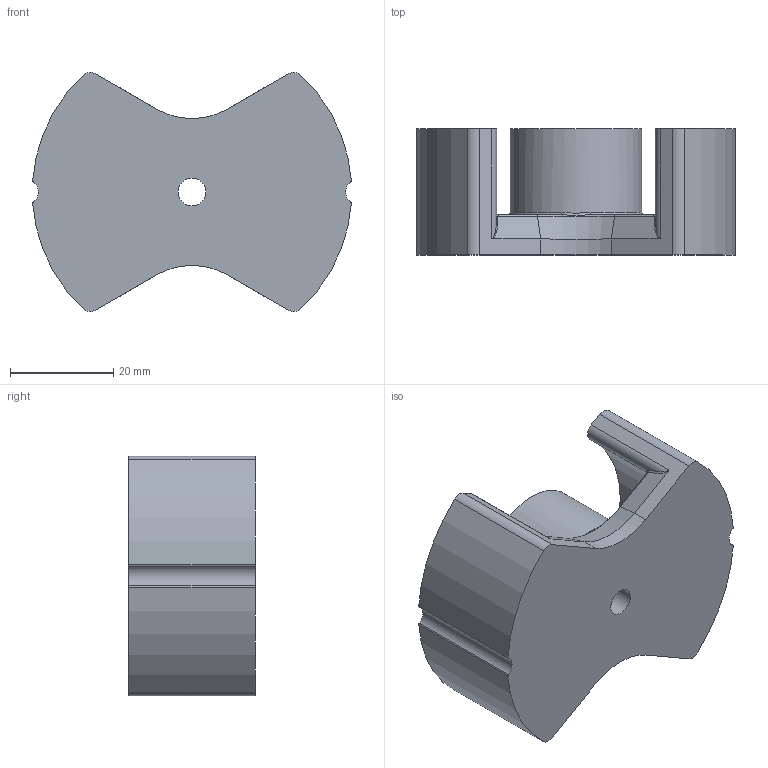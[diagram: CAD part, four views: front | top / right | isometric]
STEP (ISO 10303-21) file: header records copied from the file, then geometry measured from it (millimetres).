
FILE_DESCRIPTION((''),'2;1');
FILE_NAME('C61035-A0052-C011-PM62','2018-04-16T',('ec7121'),(''),'PRO/ENGINEER BY PARAMETRIC TECHNOLOGY CORPORATION, 2014000','PRO/ENGINEER BY PARAMETRIC TECHNOLOGY CORPORATION, 2014000','');
FILE_SCHEMA(('CONFIG_CONTROL_DESIGN'));
Length unit declared in the file: millimetre
Products named in the file (1): C61035-A0052-C011-PM62
Bounding box: 61.85 x 24.5 x 46.44 mm (x, y, z)
Volume: 35553.2 mm3; surface area: 11193.7 mm2
Topology: 1 solids, 1 shells, 66 faces, 170 edges, 106 vertices
Faces by surface type: cylinder 30, plane 14, torus 10, bspline 10, cone 2
Entity records: 4091 total; most frequent: CARTESIAN_POINT 2463, DIRECTION 340, ORIENTED_EDGE 340, EDGE_CURVE 170, AXIS2_PLACEMENT_3D 142, VERTEX_POINT 106, CIRCLE 86, EDGE_LOOP 68
